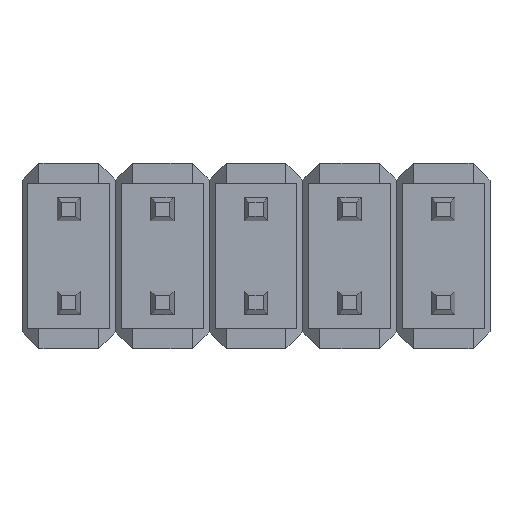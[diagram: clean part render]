
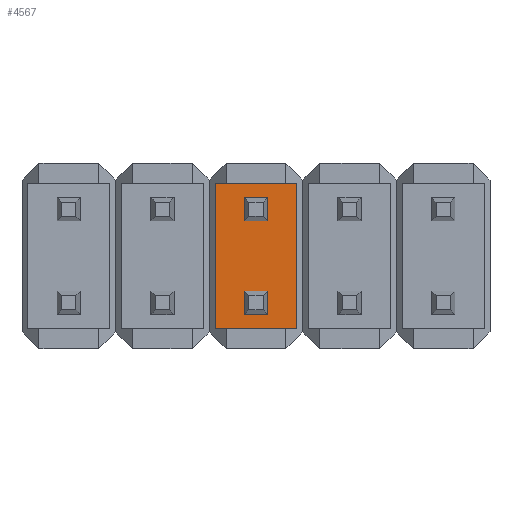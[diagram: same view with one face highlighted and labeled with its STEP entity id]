
A CAD part, front view. The second image highlights one B-rep face of the part: STEP entity #4567.
In plain terms, the highlighted planar face has unit normal (0, -1, 0).
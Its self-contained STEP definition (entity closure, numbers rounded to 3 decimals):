
#55 = VECTOR ( 'NONE', #5864, 1000. ) ;
#56 = VECTOR ( 'NONE', #5867, 1000. ) ;
#57 = VECTOR ( 'NONE', #5870, 1000. ) ;
#58 = VECTOR ( 'NONE', #5873, 1000. ) ;
#59 = VECTOR ( 'NONE', #5876, 1000. ) ;
#60 = VECTOR ( 'NONE', #5879, 1000. ) ;
#61 = VECTOR ( 'NONE', #5882, 1000. ) ;
#666 = LINE ( 'NONE', #667, #4605 ) ;
#667 = CARTESIAN_POINT ( 'NONE',  ( 5.4, 0.3, -2.86 ) ) ;
#668 = DIRECTION ( 'NONE',  ( 0., 0., -1. ) ) ;
#669 = LINE ( 'NONE', #670, #4607 ) ;
#670 = CARTESIAN_POINT ( 'NONE',  ( 0., 0.3, -3.24 ) ) ;
#671 = DIRECTION ( 'NONE',  ( 1., 0., 0. ) ) ;
#672 = LINE ( 'NONE', #673, #4609 ) ;
#673 = CARTESIAN_POINT ( 'NONE',  ( 0., 0.3, 0.7 ) ) ;
#674 = DIRECTION ( 'NONE',  ( 1., 0., 0. ) ) ;
#1196 = LINE ( 'NONE', #1197, #6126 ) ;
#1197 = CARTESIAN_POINT ( 'NONE',  ( 6.19, 0.3, -3.81 ) ) ;
#1198 = DIRECTION ( 'NONE',  ( 0., 0., -1. ) ) ;
#2612 = EDGE_CURVE ( 'NONE', #10297, #10282, #4044, .T. ) ;
#3830 = FACE_BOUND ( 'NONE', #7493, .T. ) ;
#3833 = AXIS2_PLACEMENT_3D ( 'NONE', #9470, #9471, #9472 ) ;
#3841 = FACE_BOUND ( 'NONE', #7492, .T. ) ;
#3848 = FACE_OUTER_BOUND ( 'NONE', #7494, .T. ) ;
#4044 = LINE ( 'NONE', #4046, #4752 ) ;
#4046 = CARTESIAN_POINT ( 'NONE',  ( 3.97, 0.3, -3.81 ) ) ;
#4048 = DIRECTION ( 'NONE',  ( 0., 0., 1. ) ) ;
#4361 = EDGE_CURVE ( 'NONE', #10306, #10335, #666, .T. ) ;
#4362 = EDGE_CURVE ( 'NONE', #10297, #10293, #669, .T. ) ;
#4363 = EDGE_CURVE ( 'NONE', #10282, #10321, #672, .T. ) ;
#4480 = EDGE_CURVE ( 'NONE', #10305, #10314, #5862, .T. ) ;
#4481 = EDGE_CURVE ( 'NONE', #10170, #10305, #5865, .T. ) ;
#4482 = EDGE_CURVE ( 'NONE', #10314, #10316, #5868, .T. ) ;
#4483 = EDGE_CURVE ( 'NONE', #10315, #10324, #5871, .T. ) ;
#4484 = EDGE_CURVE ( 'NONE', #10316, #10170, #5874, .T. ) ;
#4485 = EDGE_CURVE ( 'NONE', #10335, #10315, #5877, .T. ) ;
#4486 = EDGE_CURVE ( 'NONE', #10324, #10306, #5880, .T. ) ;
#4567 = ADVANCED_FACE ( 'NONE', ( #3841, #3830, #3848 ), #9469, .F. ) ;
#4605 = VECTOR ( 'NONE', #668, 1000. ) ;
#4607 = VECTOR ( 'NONE', #671, 1000. ) ;
#4609 = VECTOR ( 'NONE', #674, 1000. ) ;
#4752 = VECTOR ( 'NONE', #4048, 1000. ) ;
#5862 = LINE ( 'NONE', #5863, #55 ) ;
#5863 = CARTESIAN_POINT ( 'NONE',  ( 4.76, 0.3, -0.32 ) ) ;
#5864 = DIRECTION ( 'NONE',  ( 0., 0., 1. ) ) ;
#5865 = LINE ( 'NONE', #5866, #56 ) ;
#5866 = CARTESIAN_POINT ( 'NONE',  ( 4.76, 0.3, -0.32 ) ) ;
#5867 = DIRECTION ( 'NONE',  ( -1., 0., 0. ) ) ;
#5868 = LINE ( 'NONE', #5869, #57 ) ;
#5869 = CARTESIAN_POINT ( 'NONE',  ( 5.4, 0.3, 0.32 ) ) ;
#5870 = DIRECTION ( 'NONE',  ( 1., 0., 0. ) ) ;
#5871 = LINE ( 'NONE', #5872, #58 ) ;
#5872 = CARTESIAN_POINT ( 'NONE',  ( 4.76, 0.3, -2.86 ) ) ;
#5873 = DIRECTION ( 'NONE',  ( 0., 0., 1. ) ) ;
#5874 = LINE ( 'NONE', #5875, #59 ) ;
#5875 = CARTESIAN_POINT ( 'NONE',  ( 5.4, 0.3, -0.32 ) ) ;
#5876 = DIRECTION ( 'NONE',  ( 0., 0., -1. ) ) ;
#5877 = LINE ( 'NONE', #5878, #60 ) ;
#5878 = CARTESIAN_POINT ( 'NONE',  ( 4.76, 0.3, -2.86 ) ) ;
#5879 = DIRECTION ( 'NONE',  ( -1., 0., 0. ) ) ;
#5880 = LINE ( 'NONE', #5881, #61 ) ;
#5881 = CARTESIAN_POINT ( 'NONE',  ( 5.4, 0.3, -2.22 ) ) ;
#5882 = DIRECTION ( 'NONE',  ( 1., 0., 0. ) ) ;
#6126 = VECTOR ( 'NONE', #1198, 1000. ) ;
#7382 = ORIENTED_EDGE ( 'NONE', *, *, #4481, .T. ) ;
#7383 = ORIENTED_EDGE ( 'NONE', *, *, #4482, .T. ) ;
#7384 = ORIENTED_EDGE ( 'NONE', *, *, #4480, .T. ) ;
#7385 = ORIENTED_EDGE ( 'NONE', *, *, #4484, .T. ) ;
#7386 = ORIENTED_EDGE ( 'NONE', *, *, #4485, .T. ) ;
#7387 = ORIENTED_EDGE ( 'NONE', *, *, #4486, .T. ) ;
#7388 = ORIENTED_EDGE ( 'NONE', *, *, #4483, .T. ) ;
#7389 = ORIENTED_EDGE ( 'NONE', *, *, #4361, .T. ) ;
#7390 = ORIENTED_EDGE ( 'NONE', *, *, #4363, .F. ) ;
#7391 = ORIENTED_EDGE ( 'NONE', *, *, #4362, .T. ) ;
#7392 = ORIENTED_EDGE ( 'NONE', *, *, #8714, .F. ) ;
#7492 = EDGE_LOOP ( 'NONE', ( #7382, #7384, #7383, #7385 ) ) ;
#7493 = EDGE_LOOP ( 'NONE', ( #7386, #7388, #7387, #7389 ) ) ;
#7494 = EDGE_LOOP ( 'NONE', ( #7391, #7392, #7390, #9739 ) ) ;
#8714 = EDGE_CURVE ( 'NONE', #10321, #10293, #1196, .T. ) ;
#9469 = PLANE ( 'NONE',  #3833 ) ;
#9470 = CARTESIAN_POINT ( 'NONE',  ( 0., 0.3, -3.24 ) ) ;
#9471 = DIRECTION ( 'NONE',  ( 0., 1., 0. ) ) ;
#9472 = DIRECTION ( 'NONE',  ( 0., 0., 1. ) ) ;
#9739 = ORIENTED_EDGE ( 'NONE', *, *, #2612, .F. ) ;
#10170 = VERTEX_POINT ( 'NONE', #10782 ) ;
#10282 = VERTEX_POINT ( 'NONE', #10894 ) ;
#10293 = VERTEX_POINT ( 'NONE', #10905 ) ;
#10297 = VERTEX_POINT ( 'NONE', #10909 ) ;
#10305 = VERTEX_POINT ( 'NONE', #10917 ) ;
#10306 = VERTEX_POINT ( 'NONE', #10918 ) ;
#10314 = VERTEX_POINT ( 'NONE', #10926 ) ;
#10315 = VERTEX_POINT ( 'NONE', #10927 ) ;
#10316 = VERTEX_POINT ( 'NONE', #10928 ) ;
#10321 = VERTEX_POINT ( 'NONE', #10933 ) ;
#10324 = VERTEX_POINT ( 'NONE', #10936 ) ;
#10335 = VERTEX_POINT ( 'NONE', #10947 ) ;
#10782 = CARTESIAN_POINT ( 'NONE',  ( 5.4, 0.3, -0.32 ) ) ;
#10894 = CARTESIAN_POINT ( 'NONE',  ( 3.97, 0.3, 0.7 ) ) ;
#10905 = CARTESIAN_POINT ( 'NONE',  ( 6.19, 0.3, -3.24 ) ) ;
#10909 = CARTESIAN_POINT ( 'NONE',  ( 3.97, 0.3, -3.24 ) ) ;
#10917 = CARTESIAN_POINT ( 'NONE',  ( 4.76, 0.3, -0.32 ) ) ;
#10918 = CARTESIAN_POINT ( 'NONE',  ( 5.4, 0.3, -2.22 ) ) ;
#10926 = CARTESIAN_POINT ( 'NONE',  ( 4.76, 0.3, 0.32 ) ) ;
#10927 = CARTESIAN_POINT ( 'NONE',  ( 4.76, 0.3, -2.86 ) ) ;
#10928 = CARTESIAN_POINT ( 'NONE',  ( 5.4, 0.3, 0.32 ) ) ;
#10933 = CARTESIAN_POINT ( 'NONE',  ( 6.19, 0.3, 0.7 ) ) ;
#10936 = CARTESIAN_POINT ( 'NONE',  ( 4.76, 0.3, -2.22 ) ) ;
#10947 = CARTESIAN_POINT ( 'NONE',  ( 5.4, 0.3, -2.86 ) ) ;
